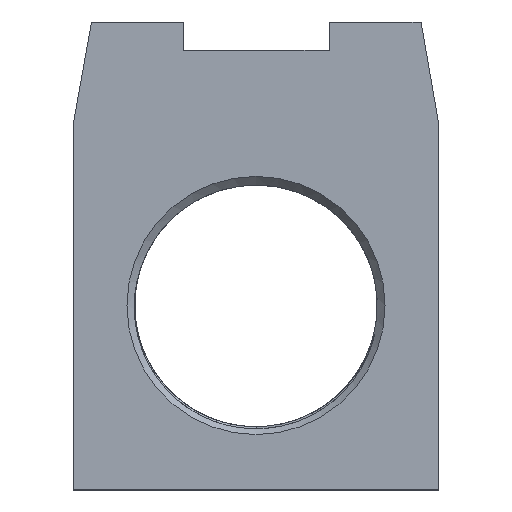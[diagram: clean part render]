
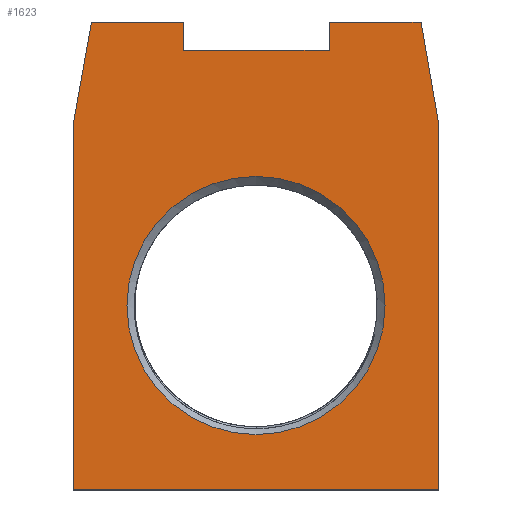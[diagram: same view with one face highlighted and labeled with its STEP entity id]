
A CAD part, top view. The second image highlights one B-rep face of the part: STEP entity #1623.
In plain terms, the highlighted planar face has unit normal (0, 0, 1).
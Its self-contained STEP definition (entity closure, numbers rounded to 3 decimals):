
#44=FACE_BOUND('',#253,.T.);
#66=PLANE('',#1732);
#152=FACE_OUTER_BOUND('',#252,.T.);
#252=EDGE_LOOP('',(#1468,#1469,#1470,#1471,#1472,#1473,#1474,#1475,#1476,
#1477));
#253=EDGE_LOOP('',(#1478));
#275=CIRCLE('',#1705,10.588);
#474=LINE('',#14496,#556);
#479=LINE('',#14505,#561);
#482=LINE('',#14511,#564);
#485=LINE('',#14518,#567);
#490=LINE('',#14527,#572);
#496=LINE('',#14540,#578);
#503=LINE('',#14556,#585);
#504=LINE('',#14558,#586);
#505=LINE('',#14560,#587);
#506=LINE('',#14561,#588);
#556=VECTOR('',#1927,10.);
#561=VECTOR('',#1934,10.);
#564=VECTOR('',#1939,10.);
#567=VECTOR('',#1946,10.);
#572=VECTOR('',#1953,10.);
#578=VECTOR('',#1965,10.);
#585=VECTOR('',#1984,10.);
#586=VECTOR('',#1985,10.);
#587=VECTOR('',#1986,10.);
#588=VECTOR('',#1987,10.);
#700=VERTEX_POINT('',#11269);
#730=VERTEX_POINT('',#14493);
#731=VERTEX_POINT('',#14495);
#734=VERTEX_POINT('',#14503);
#736=VERTEX_POINT('',#14508);
#738=VERTEX_POINT('',#14517);
#741=VERTEX_POINT('',#14525);
#745=VERTEX_POINT('',#14539);
#748=VERTEX_POINT('',#14555);
#749=VERTEX_POINT('',#14557);
#750=VERTEX_POINT('',#14559);
#913=EDGE_CURVE('',#700,#700,#275,.T.);
#965=EDGE_CURVE('',#731,#730,#474,.T.);
#970=EDGE_CURVE('',#730,#734,#479,.T.);
#973=EDGE_CURVE('',#736,#731,#482,.T.);
#976=EDGE_CURVE('',#738,#736,#485,.T.);
#981=EDGE_CURVE('',#734,#741,#490,.T.);
#987=EDGE_CURVE('',#745,#738,#496,.T.);
#994=EDGE_CURVE('',#741,#748,#503,.T.);
#995=EDGE_CURVE('',#748,#749,#504,.T.);
#996=EDGE_CURVE('',#749,#750,#505,.T.);
#997=EDGE_CURVE('',#750,#745,#506,.T.);
#1468=ORIENTED_EDGE('',*,*,#970,.T.);
#1469=ORIENTED_EDGE('',*,*,#981,.T.);
#1470=ORIENTED_EDGE('',*,*,#994,.T.);
#1471=ORIENTED_EDGE('',*,*,#995,.T.);
#1472=ORIENTED_EDGE('',*,*,#996,.T.);
#1473=ORIENTED_EDGE('',*,*,#997,.T.);
#1474=ORIENTED_EDGE('',*,*,#987,.T.);
#1475=ORIENTED_EDGE('',*,*,#976,.T.);
#1476=ORIENTED_EDGE('',*,*,#973,.T.);
#1477=ORIENTED_EDGE('',*,*,#965,.T.);
#1478=ORIENTED_EDGE('',*,*,#913,.T.);
#1623=ADVANCED_FACE('',(#152,#44),#66,.T.);
#1705=AXIS2_PLACEMENT_3D('',#11271,#1880,#1881);
#1732=AXIS2_PLACEMENT_3D('',#14554,#1982,#1983);
#1880=DIRECTION('center_axis',(0.,0.,-1.));
#1881=DIRECTION('ref_axis',(0.,-1.,0.));
#1927=DIRECTION('',(-1.,0.,0.));
#1934=DIRECTION('',(0.,1.,0.));
#1939=DIRECTION('',(0.,-1.,0.));
#1946=DIRECTION('',(-1.,0.,0.));
#1953=DIRECTION('',(-1.,0.,0.));
#1965=DIRECTION('',(-0.171,0.985,0.));
#1982=DIRECTION('center_axis',(0.,0.,1.));
#1983=DIRECTION('ref_axis',(1.,0.,0.));
#1984=DIRECTION('',(-0.177,-0.984,0.));
#1985=DIRECTION('',(0.,-1.,0.));
#1986=DIRECTION('',(1.,0.,0.));
#1987=DIRECTION('',(0.,1.,0.));
#11269=CARTESIAN_POINT('',(16.474,-35.322,2.));
#11271=CARTESIAN_POINT('Origin',(16.474,-45.91,2.));
#14493=CARTESIAN_POINT('',(10.529,-24.967,2.));
#14495=CARTESIAN_POINT('',(22.471,-24.967,2.));
#14496=CARTESIAN_POINT('',(19.472,-24.967,2.));
#14503=CARTESIAN_POINT('',(10.529,-22.656,2.));
#14505=CARTESIAN_POINT('',(10.529,-33.155,2.));
#14508=CARTESIAN_POINT('',(22.471,-22.656,2.));
#14511=CARTESIAN_POINT('',(22.471,-30.843,2.));
#14517=CARTESIAN_POINT('',(30.017,-22.656,2.));
#14518=CARTESIAN_POINT('',(16.153,-22.656,2.));
#14525=CARTESIAN_POINT('',(2.977,-22.656,2.));
#14527=CARTESIAN_POINT('',(16.153,-22.656,2.));
#14539=CARTESIAN_POINT('',(31.474,-31.03,2.));
#14540=CARTESIAN_POINT('',(29.843,-21.656,2.));
#14554=CARTESIAN_POINT('Origin',(16.474,-41.343,2.));
#14555=CARTESIAN_POINT('',(1.474,-31.03,2.));
#14556=CARTESIAN_POINT('',(1.474,-31.03,2.));
#14557=CARTESIAN_POINT('',(1.474,-61.03,2.));
#14558=CARTESIAN_POINT('',(1.474,-61.03,2.));
#14559=CARTESIAN_POINT('',(31.474,-61.03,2.));
#14560=CARTESIAN_POINT('',(31.474,-61.03,2.));
#14561=CARTESIAN_POINT('',(31.474,-31.03,2.));
